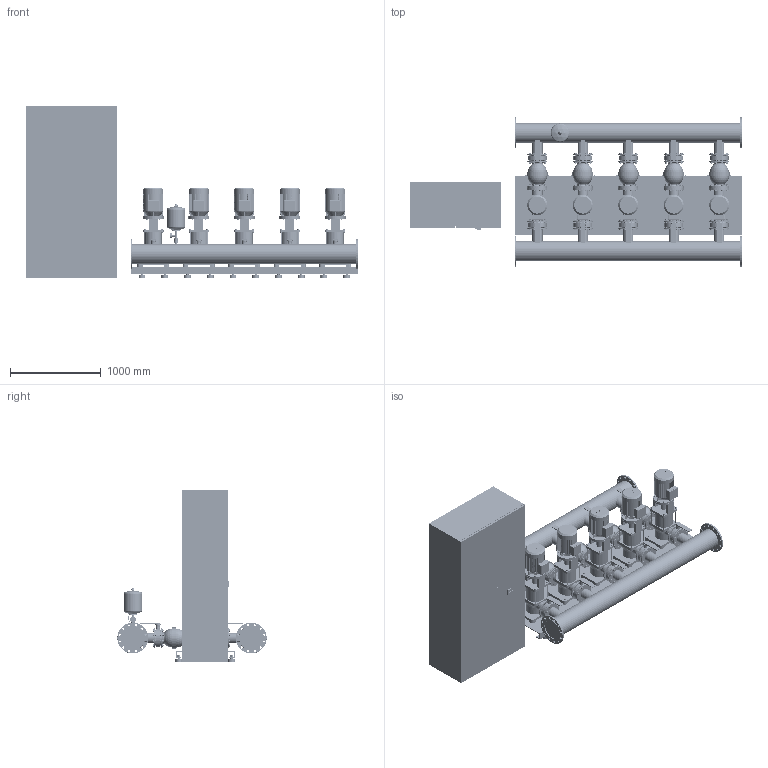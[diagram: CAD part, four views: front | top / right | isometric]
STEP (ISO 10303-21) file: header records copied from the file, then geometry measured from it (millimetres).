
FILE_DESCRIPTION((''),'2;1');
FILE_NAME('3d_COR-5MVI7001-2523282.stp','2011-08-26T14:56:17',(''),(''),'Mechanical Desktop 2009','Mechanical Desktop 2009',', , ');
FILE_SCHEMA(('CONFIG_CONTROL_DESIGN'));
Length unit declared in the file: millimetre
Products named in the file (1): Product
Bounding box: 3650 x 1639.55 x 1900 mm (x, y, z)
Volume: 1453044328.3 mm3; surface area: 32346587.4 mm2
Topology: 297 solids, 297 shells, 8656 faces, 20741 edges, 13450 vertices
Faces by surface type: plane 4341, cylinder 2411, bspline 1152, cone 536, torus 154, sphere 62
Full cylindrical faces by diameter (mm): 114.3 x10, 205 x10
Entity records: 271333 total; most frequent: CARTESIAN_POINT 66691, DIRECTION 42840, ORIENTED_EDGE 41362, EDGE_CURVE 20681, AXIS2_PLACEMENT_3D 14967, VERTEX_POINT 13435, VECTOR 12906, LINE 12906
